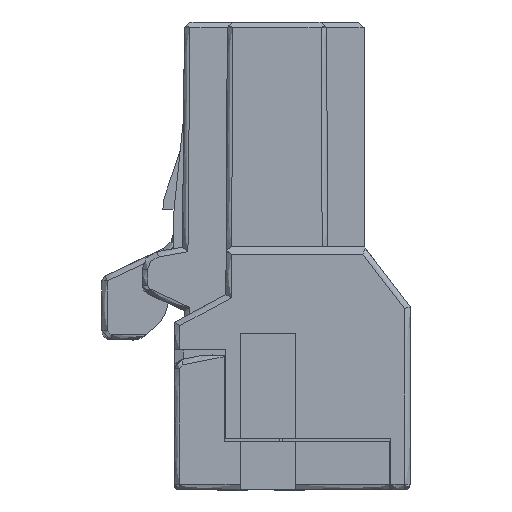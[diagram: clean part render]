
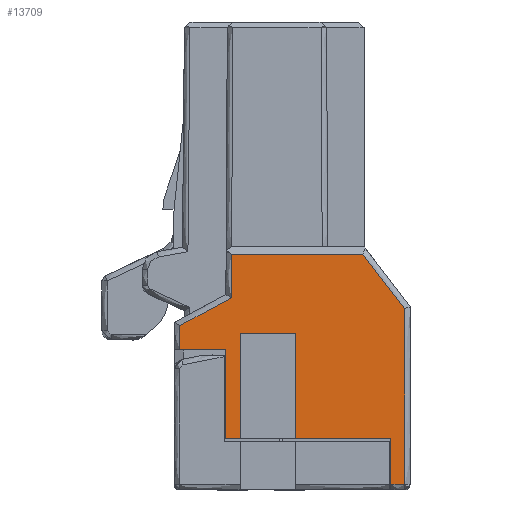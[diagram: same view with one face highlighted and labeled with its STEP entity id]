
A CAD part, left-side view. The second image highlights one B-rep face of the part: STEP entity #13709.
In plain terms, the highlighted free-form (B-spline) face has degree [1, 1] with [2, 2] control points.
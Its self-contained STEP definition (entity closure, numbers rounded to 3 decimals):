
#10327=CARTESIAN_POINT('',(-37.25,-6.97,-15.));
#10328=VERTEX_POINT('',#10327);
#10429=CARTESIAN_POINT('',(-37.25,-6.22,-15.));
#10430=VERTEX_POINT('',#10429);
#10439=CARTESIAN_POINT('',(-37.25,-6.22,-12.5));
#10440=VERTEX_POINT('',#10439);
#10441=CARTESIAN_POINT('',(-37.25,-6.22,-15.));
#10442=CARTESIAN_POINT('',(-37.25,-6.22,-12.5));
#10443=B_SPLINE_CURVE_WITH_KNOTS('',1,(#10441,#10442),.POLYLINE_FORM.,.F.,.U.,(2,2),(0.,1.),.UNSPECIFIED.);
#10444=EDGE_CURVE('',#10430,#10440,#10443,.T.);
#12205=CARTESIAN_POINT('',(-37.25,-6.97,-5.452));
#12206=VERTEX_POINT('',#12205);
#12217=CARTESIAN_POINT('',(-37.25,-6.97,-5.452));
#12218=CARTESIAN_POINT('',(-37.25,-6.97,-15.));
#12219=B_SPLINE_CURVE_WITH_KNOTS('',1,(#12217,#12218),.POLYLINE_FORM.,.F.,.U.,(2,2),(0.,1.),.UNSPECIFIED.);
#12220=EDGE_CURVE('',#12206,#10328,#12219,.T.);
#13424=CARTESIAN_POINT('',(-37.25,-6.97,-15.));
#13425=CARTESIAN_POINT('',(-37.25,-6.22,-15.));
#13426=B_SPLINE_CURVE_WITH_KNOTS('',1,(#13424,#13425),.POLYLINE_FORM.,.F.,.U.,(2,2),(0.,1.),.UNSPECIFIED.);
#13427=EDGE_CURVE('',#10328,#10430,#13426,.T.);
#13617=CARTESIAN_POINT('',(-37.25,16.597,-26.217));
#13618=CARTESIAN_POINT('',(-37.25,16.597,125.668));
#13619=CARTESIAN_POINT('',(-37.25,-18.337,-26.217));
#13620=CARTESIAN_POINT('',(-37.25,-18.337,125.668));
#13621=B_SPLINE_SURFACE_WITH_KNOTS('',1,1,((#13617,#13618),(#13619,#13620)),.PLANE_SURF.,.F.,.F.,.U.,(2,2),(2,2),(0.,1.),(0.,4.348),.UNSPECIFIED.);
#13622=CARTESIAN_POINT('',(-37.25,5.23,-7.7));
#13623=VERTEX_POINT('',#13622);
#13624=CARTESIAN_POINT('',(-37.25,2.73,-7.7));
#13625=VERTEX_POINT('',#13624);
#13626=CARTESIAN_POINT('',(-37.25,5.23,-7.7));
#13627=CARTESIAN_POINT('',(-37.25,2.73,-7.7));
#13628=B_SPLINE_CURVE_WITH_KNOTS('',1,(#13626,#13627),.POLYLINE_FORM.,.F.,.U.,(2,2),(0.,1.),.UNSPECIFIED.);
#13629=EDGE_CURVE('',#13623,#13625,#13628,.T.);
#13630=ORIENTED_EDGE('',*,*,#13629,.T.);
#13631=CARTESIAN_POINT('',(-37.25,2.73,-12.5));
#13632=VERTEX_POINT('',#13631);
#13633=CARTESIAN_POINT('',(-37.25,2.73,-7.7));
#13634=CARTESIAN_POINT('',(-37.25,2.73,-12.5));
#13635=B_SPLINE_CURVE_WITH_KNOTS('',1,(#13633,#13634),.POLYLINE_FORM.,.F.,.U.,(2,2),(0.,1.),.UNSPECIFIED.);
#13636=EDGE_CURVE('',#13625,#13632,#13635,.T.);
#13637=ORIENTED_EDGE('',*,*,#13636,.T.);
#13638=CARTESIAN_POINT('',(-37.25,1.96,-12.5));
#13639=VERTEX_POINT('',#13638);
#13640=CARTESIAN_POINT('',(-37.25,2.73,-12.5));
#13641=CARTESIAN_POINT('',(-37.25,1.96,-12.5));
#13642=B_SPLINE_CURVE_WITH_KNOTS('',1,(#13640,#13641),.POLYLINE_FORM.,.F.,.U.,(2,2),(0.,1.),.UNSPECIFIED.);
#13643=EDGE_CURVE('',#13632,#13639,#13642,.T.);
#13644=ORIENTED_EDGE('',*,*,#13643,.T.);
#13645=CARTESIAN_POINT('',(-37.25,1.96,-6.8));
#13646=VERTEX_POINT('',#13645);
#13647=CARTESIAN_POINT('',(-37.25,1.96,-12.5));
#13648=CARTESIAN_POINT('',(-37.25,1.96,-6.8));
#13649=B_SPLINE_CURVE_WITH_KNOTS('',1,(#13647,#13648),.POLYLINE_FORM.,.F.,.U.,(2,2),(0.,1.),.UNSPECIFIED.);
#13650=EDGE_CURVE('',#13639,#13646,#13649,.T.);
#13651=ORIENTED_EDGE('',*,*,#13650,.T.);
#13652=CARTESIAN_POINT('',(-37.25,-1.04,-6.8));
#13653=VERTEX_POINT('',#13652);
#13654=CARTESIAN_POINT('',(-37.25,1.96,-6.8));
#13655=CARTESIAN_POINT('',(-37.25,-1.04,-6.8));
#13656=B_SPLINE_CURVE_WITH_KNOTS('',1,(#13654,#13655),.POLYLINE_FORM.,.F.,.U.,(2,2),(0.,1.),.UNSPECIFIED.);
#13657=EDGE_CURVE('',#13646,#13653,#13656,.T.);
#13658=ORIENTED_EDGE('',*,*,#13657,.T.);
#13659=CARTESIAN_POINT('',(-37.25,-1.04,-12.5));
#13660=VERTEX_POINT('',#13659);
#13661=CARTESIAN_POINT('',(-37.25,-1.04,-6.8));
#13662=CARTESIAN_POINT('',(-37.25,-1.04,-12.5));
#13663=B_SPLINE_CURVE_WITH_KNOTS('',1,(#13661,#13662),.POLYLINE_FORM.,.F.,.U.,(2,2),(0.,1.),.UNSPECIFIED.);
#13664=EDGE_CURVE('',#13653,#13660,#13663,.T.);
#13665=ORIENTED_EDGE('',*,*,#13664,.T.);
#13666=CARTESIAN_POINT('',(-37.25,-1.04,-12.5));
#13667=CARTESIAN_POINT('',(-37.25,-6.22,-12.5));
#13668=B_SPLINE_CURVE_WITH_KNOTS('',1,(#13666,#13667),.POLYLINE_FORM.,.F.,.U.,(2,2),(0.,1.),.UNSPECIFIED.);
#13669=EDGE_CURVE('',#13660,#10440,#13668,.T.);
#13670=ORIENTED_EDGE('',*,*,#13669,.T.);
#13671=ORIENTED_EDGE('',*,*,#10444,.F.);
#13672=ORIENTED_EDGE('',*,*,#13427,.F.);
#13673=ORIENTED_EDGE('',*,*,#12220,.F.);
#13674=CARTESIAN_POINT('',(-37.25,-4.697,-2.5));
#13675=VERTEX_POINT('',#13674);
#13676=CARTESIAN_POINT('',(-37.25,-6.97,-5.452));
#13677=CARTESIAN_POINT('',(-37.25,-4.697,-2.5));
#13678=B_SPLINE_CURVE_WITH_KNOTS('',1,(#13676,#13677),.POLYLINE_FORM.,.F.,.U.,(2,2),(0.,1.),.UNSPECIFIED.);
#13679=EDGE_CURVE('',#12206,#13675,#13678,.T.);
#13680=ORIENTED_EDGE('',*,*,#13679,.T.);
#13681=CARTESIAN_POINT('',(-37.25,2.419,-2.5));
#13682=VERTEX_POINT('',#13681);
#13683=CARTESIAN_POINT('',(-37.25,-4.697,-2.5));
#13684=CARTESIAN_POINT('',(-37.25,2.419,-2.5));
#13685=B_SPLINE_CURVE_WITH_KNOTS('',1,(#13683,#13684),.POLYLINE_FORM.,.F.,.U.,(2,2),(0.195,0.481),.UNSPECIFIED.);
#13686=EDGE_CURVE('',#13675,#13682,#13685,.T.);
#13687=ORIENTED_EDGE('',*,*,#13686,.T.);
#13688=CARTESIAN_POINT('',(-37.25,2.431,-4.874));
#13689=VERTEX_POINT('',#13688);
#13690=CARTESIAN_POINT('',(-37.25,2.419,-2.5));
#13691=CARTESIAN_POINT('',(-37.25,2.431,-4.874));
#13692=B_SPLINE_CURVE_WITH_KNOTS('',1,(#13690,#13691),.POLYLINE_FORM.,.F.,.U.,(2,2),(0.4,0.486),.UNSPECIFIED.);
#13693=EDGE_CURVE('',#13682,#13689,#13692,.T.);
#13694=ORIENTED_EDGE('',*,*,#13693,.T.);
#13695=CARTESIAN_POINT('',(-37.25,5.23,-6.379));
#13696=VERTEX_POINT('',#13695);
#13697=CARTESIAN_POINT('',(-37.25,2.431,-4.874));
#13698=CARTESIAN_POINT('',(-37.25,5.23,-6.379));
#13699=B_SPLINE_CURVE_WITH_KNOTS('',1,(#13697,#13698),.POLYLINE_FORM.,.F.,.U.,(2,2),(0.604,0.729),.UNSPECIFIED.);
#13700=EDGE_CURVE('',#13689,#13696,#13699,.T.);
#13701=ORIENTED_EDGE('',*,*,#13700,.T.);
#13702=CARTESIAN_POINT('',(-37.25,5.23,-6.379));
#13703=CARTESIAN_POINT('',(-37.25,5.23,-7.7));
#13704=B_SPLINE_CURVE_WITH_KNOTS('',1,(#13702,#13703),.POLYLINE_FORM.,.F.,.U.,(2,2),(0.,0.795),.UNSPECIFIED.);
#13705=EDGE_CURVE('',#13696,#13623,#13704,.T.);
#13706=ORIENTED_EDGE('',*,*,#13705,.T.);
#13707=EDGE_LOOP('',(#13630,#13637,#13644,#13651,#13658,#13665,#13670,#13671,#13672,#13673,#13680,#13687,#13694,#13701,#13706));
#13708=FACE_OUTER_BOUND('',#13707,.T.);
#13709=ADVANCED_FACE('',(#13708),#13621,.T.);
